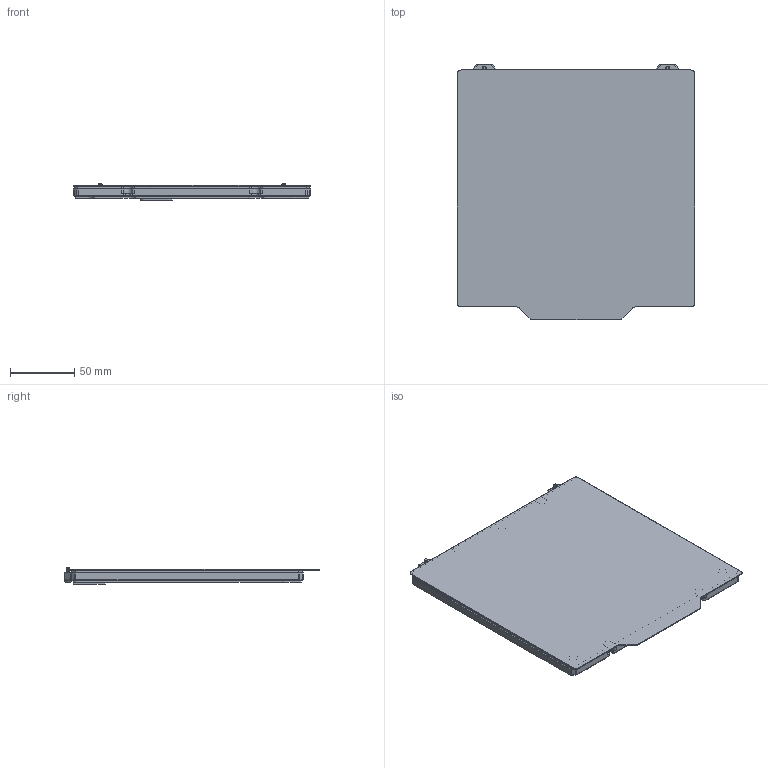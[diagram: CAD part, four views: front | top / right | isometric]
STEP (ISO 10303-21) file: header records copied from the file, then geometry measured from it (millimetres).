
FILE_DESCRIPTION(/* description */ (''),/* implementation_level */ '2;1');
FILE_NAME(/* name */ 'CAD Assembly 180mm - Standard.step',/* time_stamp */ '2024-10-26T11:57:07+02:00',/* author */ (''),/* organization */ (''),/* preprocessor_version */ 'ST-DEVELOPER v20',/* originating_system */ 'Autodesk Translation Framework v13.20.0.188',/* authorisation */ '');
FILE_SCHEMA (('AUTOMOTIVE_DESIGN { 1 0 10303 214 3 1 1 }'));
Length unit declared in the file: millimetre
Products named in the file (8): (Unsaved); Bed Assembly; Hardware; M3x10 BHCS; ATP5 Aluminium Bed; Magnetic Sheet; Build Plate; Heater
Assembly tree (8 placements, depth 4):
  (Unsaved)
    Bed Assembly
      Hardware
        M3x10 BHCS  x2
      ATP5 Aluminium Bed
      Magnetic Sheet
      Build Plate
      Heater
Bounding box: 185 x 199.5 x 13 mm (x, y, z)
Volume: 342135.7 mm3; surface area: 344176.9 mm2
Topology: 7 solids, 7 shells, 467 faces, 1191 edges, 747 vertices
Faces by surface type: plane 196, cylinder 192, cone 73, bspline 4, sphere 2
Full cylindrical faces by diameter (mm): 2.356 x14, 2.927 x26, 3 x2, 3.4 x3, 5.7 x2, 6.5 x3, 7.3 x3
Entity records: 14750 total; most frequent: CARTESIAN_POINT 4677, DIRECTION 2065, ORIENTED_EDGE 2060, EDGE_CURVE 1030, AXIS2_PLACEMENT_3D 709, LINE 647, VECTOR 647, VERTEX_POINT 644
